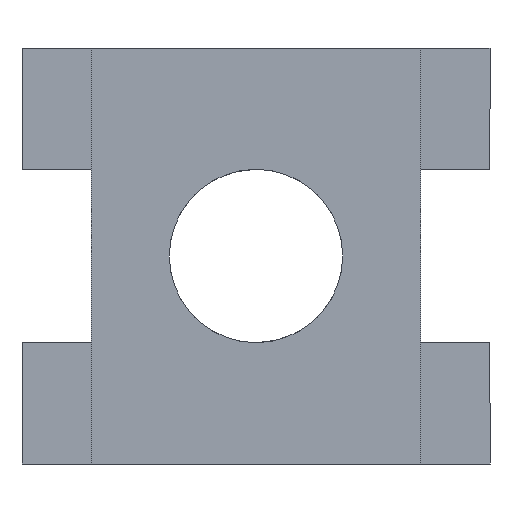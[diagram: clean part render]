
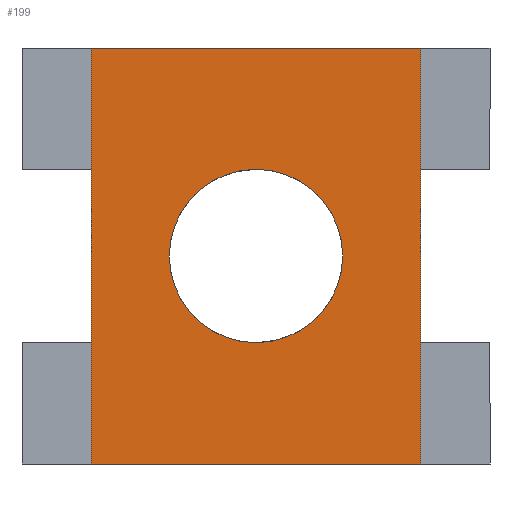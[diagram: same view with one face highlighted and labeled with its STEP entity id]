
A CAD part, front view. The second image highlights one B-rep face of the part: STEP entity #199.
In plain terms, the highlighted planar face has unit normal (0, -1, 0).
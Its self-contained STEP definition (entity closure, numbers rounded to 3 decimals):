
#6 = VECTOR ( 'NONE', #666, 1000. ) ;
#8 = ORIENTED_EDGE ( 'NONE', *, *, #583, .F. ) ;
#18 = CARTESIAN_POINT ( 'NONE',  ( 6.25, -23.25, 0. ) ) ;
#89 = DIRECTION ( 'NONE',  ( 0., 0., 1. ) ) ;
#129 = CARTESIAN_POINT ( 'NONE',  ( 1.5, -23.25, -6. ) ) ;
#134 = EDGE_LOOP ( 'NONE', ( #472, #801 ) ) ;
#165 = EDGE_CURVE ( 'NONE', #657, #784, #167, .T. ) ;
#167 = LINE ( 'NONE', #549, #333 ) ;
#199 = ADVANCED_FACE ( 'NONE', ( #394, #838 ), #1070, .T. ) ;
#262 = LINE ( 'NONE', #603, #555 ) ;
#279 = DIRECTION ( 'NONE',  ( 0., -1., 0. ) ) ;
#288 = CARTESIAN_POINT ( 'NONE',  ( 1.5, -23.25, -8.5 ) ) ;
#314 = AXIS2_PLACEMENT_3D ( 'NONE', #731, #279, #1000 ) ;
#321 = EDGE_CURVE ( 'NONE', #853, #521, #604, .T. ) ;
#332 = VECTOR ( 'NONE', #89, 1000. ) ;
#333 = VECTOR ( 'NONE', #900, 1000. ) ;
#394 = FACE_BOUND ( 'NONE', #134, .T. ) ;
#399 = CARTESIAN_POINT ( 'NONE',  ( 1.5, -23.25, -6. ) ) ;
#425 = EDGE_CURVE ( 'NONE', #823, #657, #479, .T. ) ;
#453 = CARTESIAN_POINT ( 'NONE',  ( 6.25, -23.25, -12. ) ) ;
#458 = AXIS2_PLACEMENT_3D ( 'NONE', #129, #642, #471 ) ;
#466 = ORIENTED_EDGE ( 'NONE', *, *, #559, .F. ) ;
#471 = DIRECTION ( 'NONE',  ( 0., 0., -1. ) ) ;
#472 = ORIENTED_EDGE ( 'NONE', *, *, #321, .F. ) ;
#479 = LINE ( 'NONE', #773, #6 ) ;
#521 = VERTEX_POINT ( 'NONE', #959 ) ;
#549 = CARTESIAN_POINT ( 'NONE',  ( 6.25, -23.25, -12. ) ) ;
#555 = VECTOR ( 'NONE', #855, 1000. ) ;
#556 = CARTESIAN_POINT ( 'NONE',  ( -3.25, -23.25, 0. ) ) ;
#558 = CARTESIAN_POINT ( 'NONE',  ( -3.25, -23.25, -12. ) ) ;
#559 = EDGE_CURVE ( 'NONE', #823, #876, #1108, .T. ) ;
#583 = EDGE_CURVE ( 'NONE', #876, #784, #262, .T. ) ;
#584 = AXIS2_PLACEMENT_3D ( 'NONE', #399, #921, #1012 ) ;
#601 = ORIENTED_EDGE ( 'NONE', *, *, #165, .T. ) ;
#603 = CARTESIAN_POINT ( 'NONE',  ( -3.25, -23.25, 0. ) ) ;
#604 = CIRCLE ( 'NONE', #584, 2.5 ) ;
#642 = DIRECTION ( 'NONE',  ( 0., -1., 0. ) ) ;
#657 = VERTEX_POINT ( 'NONE', #453 ) ;
#666 = DIRECTION ( 'NONE',  ( 1., 0., 0. ) ) ;
#705 = ORIENTED_EDGE ( 'NONE', *, *, #425, .T. ) ;
#731 = CARTESIAN_POINT ( 'NONE',  ( -3.25, -23.25, -12. ) ) ;
#737 = EDGE_LOOP ( 'NONE', ( #8, #466, #705, #601 ) ) ;
#773 = CARTESIAN_POINT ( 'NONE',  ( -3.25, -23.25, -12. ) ) ;
#784 = VERTEX_POINT ( 'NONE', #18 ) ;
#801 = ORIENTED_EDGE ( 'NONE', *, *, #859, .F. ) ;
#823 = VERTEX_POINT ( 'NONE', #558 ) ;
#838 = FACE_OUTER_BOUND ( 'NONE', #737, .T. ) ;
#853 = VERTEX_POINT ( 'NONE', #288 ) ;
#855 = DIRECTION ( 'NONE',  ( 1., 0., 0. ) ) ;
#858 = CARTESIAN_POINT ( 'NONE',  ( -3.25, -23.25, -12. ) ) ;
#859 = EDGE_CURVE ( 'NONE', #521, #853, #1121, .T. ) ;
#876 = VERTEX_POINT ( 'NONE', #556 ) ;
#900 = DIRECTION ( 'NONE',  ( 0., 0., 1. ) ) ;
#921 = DIRECTION ( 'NONE',  ( 0., -1., 0. ) ) ;
#959 = CARTESIAN_POINT ( 'NONE',  ( 1.5, -23.25, -3.5 ) ) ;
#1000 = DIRECTION ( 'NONE',  ( 0., 0., -1. ) ) ;
#1012 = DIRECTION ( 'NONE',  ( 0., 0., -1. ) ) ;
#1070 = PLANE ( 'NONE',  #314 ) ;
#1108 = LINE ( 'NONE', #858, #332 ) ;
#1121 = CIRCLE ( 'NONE', #458, 2.5 ) ;
